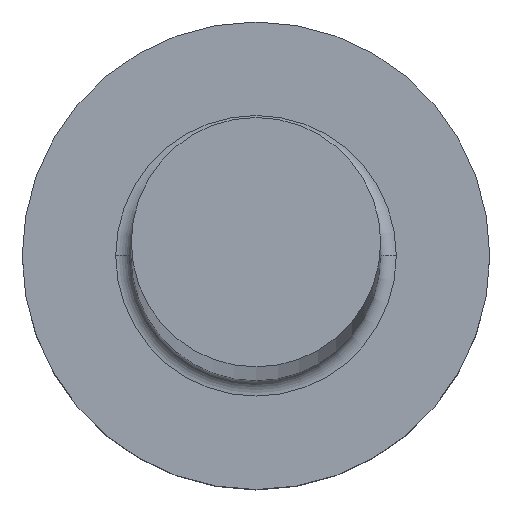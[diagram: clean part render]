
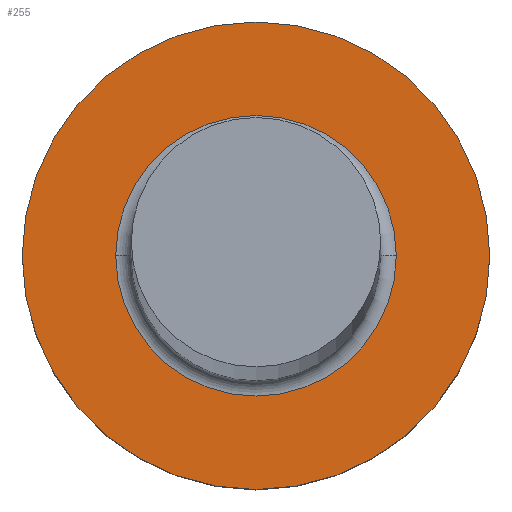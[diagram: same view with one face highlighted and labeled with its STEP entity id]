
A CAD part, top view. The second image highlights one B-rep face of the part: STEP entity #255.
In plain terms, the highlighted planar face has unit normal (0, 0, 1).
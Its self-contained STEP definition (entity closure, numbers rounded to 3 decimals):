
#25 = DIRECTION ( 'NONE',  ( 0., 0., 1. ) ) ;
#27 = ORIENTED_EDGE ( 'NONE', *, *, #52, .T. ) ;
#52 = EDGE_CURVE ( 'NONE', #169, #134, #133, .T. ) ;
#55 = CARTESIAN_POINT ( 'NONE',  ( 0., 0., 3. ) ) ;
#74 = CARTESIAN_POINT ( 'NONE',  ( 1.8, 0., 3. ) ) ;
#75 = DIRECTION ( 'NONE',  ( 0., 0., 1. ) ) ;
#77 = FACE_BOUND ( 'NONE', #145, .T. ) ;
#84 = EDGE_LOOP ( 'NONE', ( #27, #143 ) ) ;
#104 = CIRCLE ( 'NONE', #109, 1.8 ) ;
#105 = EDGE_CURVE ( 'NONE', #249, #163, #104, .T. ) ;
#109 = AXIS2_PLACEMENT_3D ( 'NONE', #188, #283, #284 ) ;
#114 = CARTESIAN_POINT ( 'NONE',  ( -1.8, 0., 3. ) ) ;
#116 = ORIENTED_EDGE ( 'NONE', *, *, #105, .T. ) ;
#120 = DIRECTION ( 'NONE',  ( 1., 0., 0. ) ) ;
#124 = CARTESIAN_POINT ( 'NONE',  ( -3., 0., 3. ) ) ;
#133 = CIRCLE ( 'NONE', #212, 3. ) ;
#134 = VERTEX_POINT ( 'NONE', #213 ) ;
#143 = ORIENTED_EDGE ( 'NONE', *, *, #307, .T. ) ;
#144 = CIRCLE ( 'NONE', #172, 1.8 ) ;
#145 = EDGE_LOOP ( 'NONE', ( #298, #116 ) ) ;
#155 = AXIS2_PLACEMENT_3D ( 'NONE', #256, #25, #237 ) ;
#159 = EDGE_CURVE ( 'NONE', #163, #249, #144, .T. ) ;
#163 = VERTEX_POINT ( 'NONE', #74 ) ;
#164 = CARTESIAN_POINT ( 'NONE',  ( 0., 0., 3. ) ) ;
#169 = VERTEX_POINT ( 'NONE', #124 ) ;
#172 = AXIS2_PLACEMENT_3D ( 'NONE', #55, #289, #292 ) ;
#184 = PLANE ( 'NONE',  #155 ) ;
#188 = CARTESIAN_POINT ( 'NONE',  ( 0., 0., 3. ) ) ;
#205 = DIRECTION ( 'NONE',  ( 0., 0., 1. ) ) ;
#212 = AXIS2_PLACEMENT_3D ( 'NONE', #164, #75, #120 ) ;
#213 = CARTESIAN_POINT ( 'NONE',  ( 3., 0., 3. ) ) ;
#237 = DIRECTION ( 'NONE',  ( 1., 0., 0. ) ) ;
#249 = VERTEX_POINT ( 'NONE', #114 ) ;
#253 = CARTESIAN_POINT ( 'NONE',  ( 0., 0., 3. ) ) ;
#254 = FACE_OUTER_BOUND ( 'NONE', #84, .T. ) ;
#255 = ADVANCED_FACE ( 'NONE', ( #77, #254 ), #184, .T. ) ;
#256 = CARTESIAN_POINT ( 'NONE',  ( 0., 0., 3. ) ) ;
#273 = CIRCLE ( 'NONE', #286, 3. ) ;
#280 = DIRECTION ( 'NONE',  ( 1., 0., 0. ) ) ;
#283 = DIRECTION ( 'NONE',  ( 0., 0., -1. ) ) ;
#284 = DIRECTION ( 'NONE',  ( 1., 0., 0. ) ) ;
#286 = AXIS2_PLACEMENT_3D ( 'NONE', #253, #205, #280 ) ;
#289 = DIRECTION ( 'NONE',  ( 0., 0., -1. ) ) ;
#292 = DIRECTION ( 'NONE',  ( 1., 0., 0. ) ) ;
#298 = ORIENTED_EDGE ( 'NONE', *, *, #159, .T. ) ;
#307 = EDGE_CURVE ( 'NONE', #134, #169, #273, .T. ) ;
